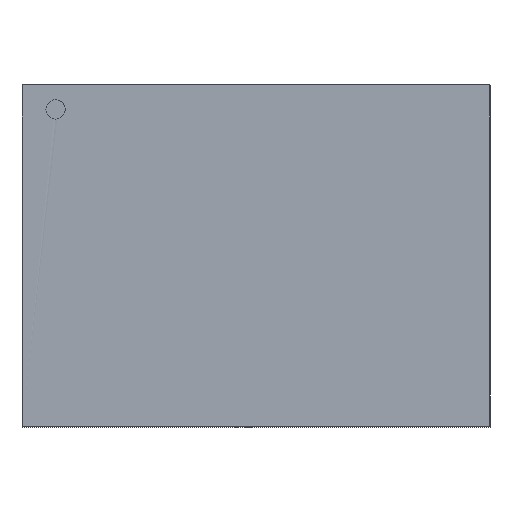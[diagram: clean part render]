
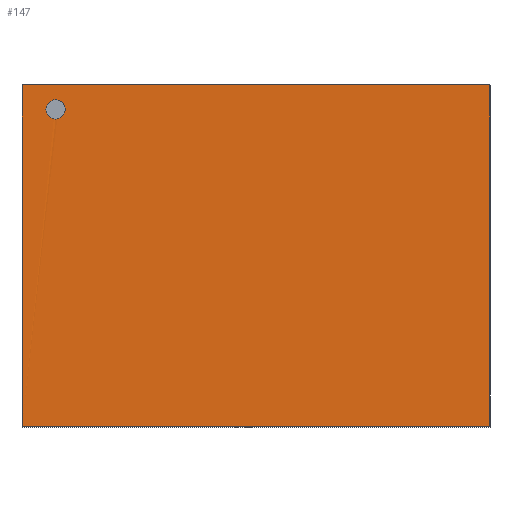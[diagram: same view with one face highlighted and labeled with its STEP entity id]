
A CAD part, top view. The second image highlights one B-rep face of the part: STEP entity #147.
In plain terms, the highlighted planar face has unit normal (0, 0, 1).
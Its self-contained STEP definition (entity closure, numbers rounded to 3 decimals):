
#39=AXIS2_PLACEMENT_3D('Circle Axis2P3D',#37,#38,$) ;
#48=AXIS2_PLACEMENT_3D('Circle Axis2P3D',#46,#47,$) ;
#75=AXIS2_PLACEMENT_3D('Plane Axis2P3D',#72,#73,#74) ;
#37=CARTESIAN_POINT('Axis2P3D Location',(-2.188,2.462,2.83)) ;
#41=CARTESIAN_POINT('Vertex',(-2.188,2.569,2.83)) ;
#43=CARTESIAN_POINT('Vertex',(-2.295,2.462,2.83)) ;
#46=CARTESIAN_POINT('Axis2P3D Location',(-2.188,2.462,2.83)) ;
#50=CARTESIAN_POINT('Vertex',(-2.188,2.355,2.828)) ;
#72=CARTESIAN_POINT('Axis2P3D Location',(0.04,0.835,2.83)) ;
#77=CARTESIAN_POINT('Line Origine',(2.64,0.835,2.83)) ;
#81=CARTESIAN_POINT('Vertex',(2.64,-1.065,2.83)) ;
#83=CARTESIAN_POINT('Vertex',(2.64,2.735,2.83)) ;
#86=CARTESIAN_POINT('Line Origine',(0.04,2.735,2.83)) ;
#90=CARTESIAN_POINT('Vertex',(-2.56,2.735,2.83)) ;
#93=CARTESIAN_POINT('Line Origine',(-2.56,0.835,2.83)) ;
#97=CARTESIAN_POINT('Vertex',(-2.56,-1.065,2.83)) ;
#100=CARTESIAN_POINT('Line Origine',(0.04,-1.065,2.83)) ;
#112=CARTESIAN_POINT('Control Point',(-2.08,2.462,2.83)) ;
#113=CARTESIAN_POINT('Control Point',(-2.08,2.476,2.83)) ;
#114=CARTESIAN_POINT('Control Point',(-2.082,2.489,2.83)) ;
#115=CARTESIAN_POINT('Control Point',(-2.087,2.502,2.83)) ;
#116=CARTESIAN_POINT('Control Point',(-2.099,2.526,2.83)) ;
#117=CARTESIAN_POINT('Control Point',(-2.118,2.546,2.83)) ;
#118=CARTESIAN_POINT('Control Point',(-2.13,2.554,2.83)) ;
#119=CARTESIAN_POINT('Control Point',(-2.148,2.563,2.83)) ;
#120=CARTESIAN_POINT('Control Point',(-2.167,2.568,2.83)) ;
#121=CARTESIAN_POINT('Control Point',(-2.174,2.569,2.83)) ;
#122=CARTESIAN_POINT('Control Point',(-2.181,2.569,2.83)) ;
#123=CARTESIAN_POINT('Control Point',(-2.188,2.569,2.83)) ;
#124=CARTESIAN_POINT('Vertex',(-2.08,2.462,2.83)) ;
#128=CARTESIAN_POINT('Control Point',(-2.188,2.355,2.83)) ;
#129=CARTESIAN_POINT('Control Point',(-2.174,2.355,2.83)) ;
#130=CARTESIAN_POINT('Control Point',(-2.161,2.357,2.83)) ;
#131=CARTESIAN_POINT('Control Point',(-2.147,2.362,2.83)) ;
#132=CARTESIAN_POINT('Control Point',(-2.123,2.374,2.83)) ;
#133=CARTESIAN_POINT('Control Point',(-2.104,2.393,2.83)) ;
#134=CARTESIAN_POINT('Control Point',(-2.096,2.404,2.83)) ;
#135=CARTESIAN_POINT('Control Point',(-2.087,2.423,2.83)) ;
#136=CARTESIAN_POINT('Control Point',(-2.082,2.442,2.83)) ;
#137=CARTESIAN_POINT('Control Point',(-2.081,2.449,2.83)) ;
#138=CARTESIAN_POINT('Control Point',(-2.08,2.456,2.83)) ;
#139=CARTESIAN_POINT('Control Point',(-2.08,2.462,2.83)) ;
#38=DIRECTION('Axis2P3D Direction',(0.,0.,1.)) ;
#47=DIRECTION('Axis2P3D Direction',(0.,0.,1.)) ;
#73=DIRECTION('Axis2P3D Direction',(0.,0.,1.)) ;
#74=DIRECTION('Axis2P3D XDirection',(0.,1.,0.)) ;
#78=DIRECTION('Vector Direction',(0.,1.,0.)) ;
#87=DIRECTION('Vector Direction',(-1.,0.,0.)) ;
#94=DIRECTION('Vector Direction',(0.,-1.,0.)) ;
#101=DIRECTION('Vector Direction',(1.,0.,0.)) ;
#79=VECTOR('Line Direction',#78,1.) ;
#88=VECTOR('Line Direction',#87,1.) ;
#95=VECTOR('Line Direction',#94,1.) ;
#102=VECTOR('Line Direction',#101,1.) ;
#106=ORIENTED_EDGE('',*,*,#85,.T.) ;
#107=ORIENTED_EDGE('',*,*,#92,.T.) ;
#108=ORIENTED_EDGE('',*,*,#99,.T.) ;
#109=ORIENTED_EDGE('',*,*,#104,.T.) ;
#142=ORIENTED_EDGE('',*,*,#52,.F.) ;
#143=ORIENTED_EDGE('',*,*,#45,.F.) ;
#144=ORIENTED_EDGE('',*,*,#126,.F.) ;
#145=ORIENTED_EDGE('',*,*,#140,.F.) ;
#146=FACE_BOUND('',#141,.T.) ;
#147=ADVANCED_FACE('',(#110,#146),#76,.T.) ;
#111=B_SPLINE_CURVE_WITH_KNOTS('',5,(#112,#113,#114,#115,#116,#117,#118,#119,#120,#121,#122,#123),.UNSPECIFIED.,.F.,.U.,(6,3,3,6),(0.,0.095,0.19,0.237),.UNSPECIFIED.) ;
#127=B_SPLINE_CURVE_WITH_KNOTS('',5,(#128,#129,#130,#131,#132,#133,#134,#135,#136,#137,#138,#139),.UNSPECIFIED.,.F.,.U.,(6,3,3,6),(0.,0.095,0.19,0.237),.UNSPECIFIED.) ;
#40=CIRCLE('generated circle',#39,0.107) ;
#49=CIRCLE('generated circle',#48,0.107) ;
#45=EDGE_CURVE('',#42,#44,#40,.T.) ;
#52=EDGE_CURVE('',#44,#51,#49,.T.) ;
#85=EDGE_CURVE('',#82,#84,#80,.T.) ;
#92=EDGE_CURVE('',#84,#91,#89,.T.) ;
#99=EDGE_CURVE('',#91,#98,#96,.T.) ;
#104=EDGE_CURVE('',#98,#82,#103,.T.) ;
#126=EDGE_CURVE('',#125,#42,#111,.T.) ;
#140=EDGE_CURVE('',#51,#125,#127,.T.) ;
#105=EDGE_LOOP('',(#106,#107,#108,#109)) ;
#141=EDGE_LOOP('',(#142,#143,#144,#145)) ;
#110=FACE_OUTER_BOUND('',#105,.T.) ;
#80=LINE('Line',#77,#79) ;
#89=LINE('Line',#86,#88) ;
#96=LINE('Line',#93,#95) ;
#103=LINE('Line',#100,#102) ;
#76=PLANE('Plane',#75) ;
#42=VERTEX_POINT('',#41) ;
#44=VERTEX_POINT('',#43) ;
#51=VERTEX_POINT('',#50) ;
#82=VERTEX_POINT('',#81) ;
#84=VERTEX_POINT('',#83) ;
#91=VERTEX_POINT('',#90) ;
#98=VERTEX_POINT('',#97) ;
#125=VERTEX_POINT('',#124) ;
